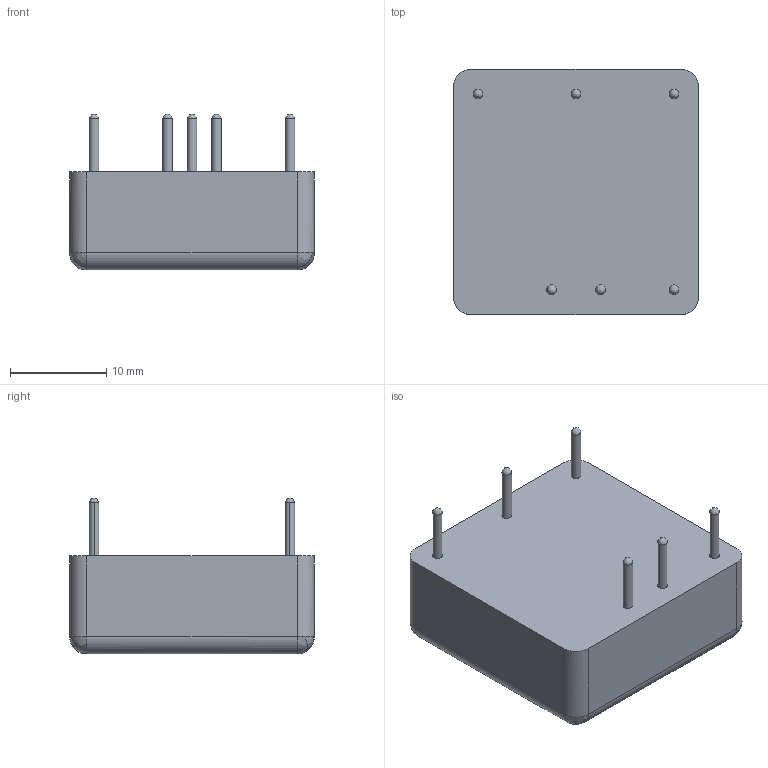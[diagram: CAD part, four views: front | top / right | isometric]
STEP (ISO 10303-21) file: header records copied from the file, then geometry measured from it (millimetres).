
FILE_DESCRIPTION(('STEP AP242'),'1');
FILE_NAME('jsm2512d12.stp','2024-12-05T02:24:39',('TraceParts'),('TraceParts S.A.'),'Spatial InterOp 3D',' ',' ');
FILE_SCHEMA(('AP242_MANAGED_MODEL_BASED_3D_ENGINEERING_MIM_LF {1 0 10303 442 1 1 4}'));
Length unit declared in the file: millimetre
Products named in the file (1): jsm2512d12
Bounding box: 25.4 x 25.4 x 16.16 mm (x, y, z)
Volume: 6487.3 mm3; surface area: 2316.5 mm2
Topology: 1 solids, 1 shells, 40 faces, 108 edges, 56 vertices
Faces by surface type: cylinder 20, bspline 14, plane 6
Entity records: 1303 total; most frequent: CARTESIAN_POINT 395, DIRECTION 198, ORIENTED_EDGE 176, EDGE_CURVE 88, AXIS2_PLACEMENT_3D 83, VERTEX_POINT 56, CIRCLE 56, EDGE_LOOP 46
